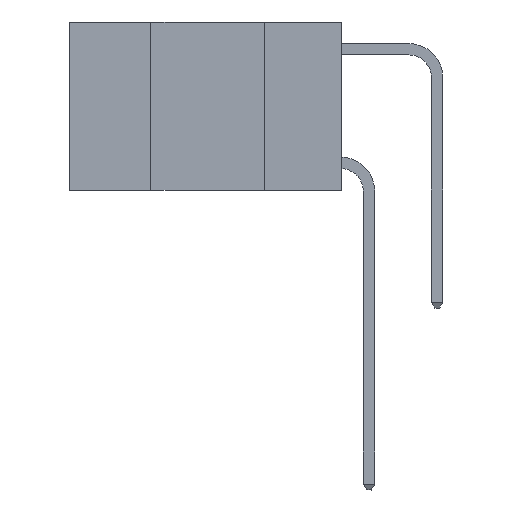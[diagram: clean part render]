
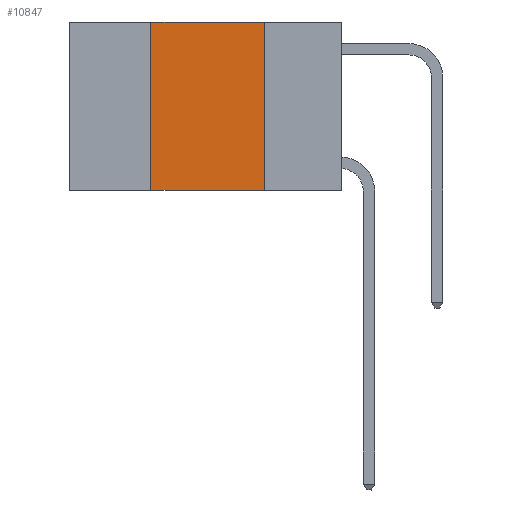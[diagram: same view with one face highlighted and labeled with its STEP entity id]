
A CAD part, left-side view. The second image highlights one B-rep face of the part: STEP entity #10847.
In plain terms, the highlighted planar face has unit normal (-1, 0, 0).
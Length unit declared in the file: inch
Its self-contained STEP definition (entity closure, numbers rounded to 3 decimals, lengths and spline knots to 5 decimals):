
#2232 = CARTESIAN_POINT ( 'NONE',  ( 0., 0.6, -0.37 ) ) ;
#2446 = CARTESIAN_POINT ( 'NONE',  ( 0., 0.42, -0.37 ) ) ;
#3630 = EDGE_CURVE ( 'NONE', #22603, #7604, #4265, .T. ) ;
#4250 = VECTOR ( 'NONE', #14068, 39.37008 ) ;
#4265 = LINE ( 'NONE', #2232, #4569 ) ;
#4569 = VECTOR ( 'NONE', #10461, 39.37008 ) ;
#5463 = ORIENTED_EDGE ( 'NONE', *, *, #24245, .F. ) ;
#6120 = CARTESIAN_POINT ( 'NONE',  ( 0., 0.6, 0. ) ) ;
#6377 = DIRECTION ( 'NONE',  ( 0., -1., 0. ) ) ;
#7097 = EDGE_CURVE ( 'NONE', #21749, #7604, #15415, .T. ) ;
#7604 = VERTEX_POINT ( 'NONE', #14180 ) ;
#8283 = DIRECTION ( 'NONE',  ( 1., 0., 0. ) ) ;
#8702 = EDGE_CURVE ( 'NONE', #22603, #23356, #24595, .T. ) ;
#9844 = PLANE ( 'NONE',  #24405 ) ;
#10461 = DIRECTION ( 'NONE',  ( 0., -1., 0. ) ) ;
#10847 = ADVANCED_FACE ( 'NONE', ( #15726 ), #9844, .F. ) ;
#11576 = ORIENTED_EDGE ( 'NONE', *, *, #3630, .T. ) ;
#12015 = CARTESIAN_POINT ( 'NONE',  ( 0., 0.42, 0. ) ) ;
#12116 = DIRECTION ( 'NONE',  ( 0., 0., 1. ) ) ;
#12497 = CARTESIAN_POINT ( 'NONE',  ( 0., 0.17, 0. ) ) ;
#13516 = CARTESIAN_POINT ( 'NONE',  ( 0., 0.42, 0. ) ) ;
#14068 = DIRECTION ( 'NONE',  ( 0., 0., -1. ) ) ;
#14180 = CARTESIAN_POINT ( 'NONE',  ( 0., 0.17, -0.37 ) ) ;
#14214 = DIRECTION ( 'NONE',  ( 0., 0., -1. ) ) ;
#15415 = LINE ( 'NONE', #20238, #4250 ) ;
#15726 = FACE_OUTER_BOUND ( 'NONE', #17483, .T. ) ;
#17249 = VECTOR ( 'NONE', #12116, 39.37008 ) ;
#17483 = EDGE_LOOP ( 'NONE', ( #18240, #5463, #25588, #11576 ) ) ;
#18240 = ORIENTED_EDGE ( 'NONE', *, *, #7097, .F. ) ;
#18608 = CARTESIAN_POINT ( 'NONE',  ( 0., 0.6, 0. ) ) ;
#20238 = CARTESIAN_POINT ( 'NONE',  ( 0., 0.17, 0. ) ) ;
#20367 = VECTOR ( 'NONE', #6377, 39.37008 ) ;
#21749 = VERTEX_POINT ( 'NONE', #12497 ) ;
#22603 = VERTEX_POINT ( 'NONE', #2446 ) ;
#23356 = VERTEX_POINT ( 'NONE', #13516 ) ;
#24245 = EDGE_CURVE ( 'NONE', #23356, #21749, #26117, .T. ) ;
#24405 = AXIS2_PLACEMENT_3D ( 'NONE', #6120, #8283, #14214 ) ;
#24595 = LINE ( 'NONE', #12015, #17249 ) ;
#25588 = ORIENTED_EDGE ( 'NONE', *, *, #8702, .F. ) ;
#26117 = LINE ( 'NONE', #18608, #20367 ) ;
